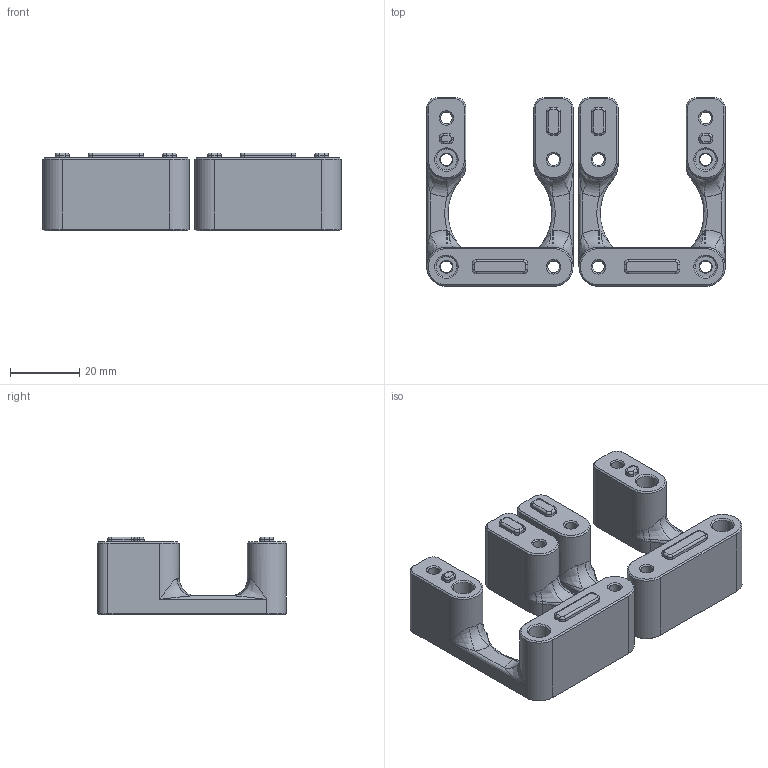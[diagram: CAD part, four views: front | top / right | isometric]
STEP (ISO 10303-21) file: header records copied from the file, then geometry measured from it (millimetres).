
FILE_DESCRIPTION(/* description */ (''),/* implementation_level */ '2;1');
FILE_NAME(/* name */ '[a]_motor_mounts_b.step',/* time_stamp */ '2025-07-28T12:39:16+02:00',/* author */ (''),/* organization */ (''),/* preprocessor_version */ 'ST-DEVELOPER v20.1',/* originating_system */ 'Autodesk Translation Framework v14.10.0.0',/* authorisation */ '');
FILE_SCHEMA (('AUTOMOTIVE_DESIGN { 1 0 10303 214 3 1 1 }'));
Length unit declared in the file: millimetre
Products named in the file (1): [a]_motor_mounts_b
Bounding box: 86.3 x 54.6 x 22.55 mm (x, y, z)
Volume: 39728.3 mm3; surface area: 17020.7 mm2
Topology: 2 solids, 2 shells, 360 faces, 852 edges, 492 vertices
Faces by surface type: plane 112, cylinder 104, bspline 66, cone 58, torus 20
Full cylindrical faces by diameter (mm): 3.4 x10, 6 x6
Entity records: 12033 total; most frequent: CARTESIAN_POINT 3941, DIRECTION 1686, ORIENTED_EDGE 1672, EDGE_CURVE 836, AXIS2_PLACEMENT_3D 643, VERTEX_POINT 492, LINE 400, VECTOR 400
